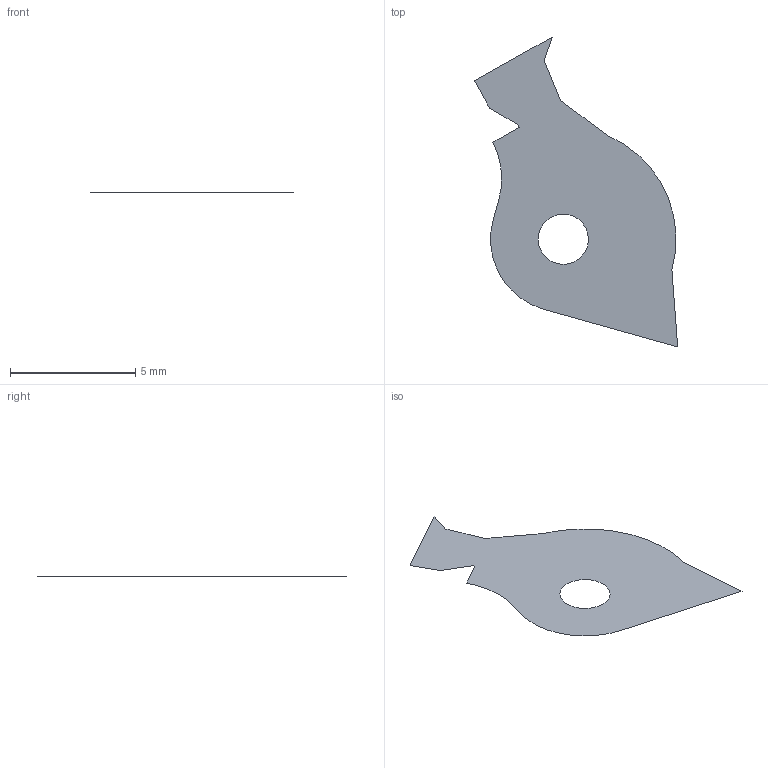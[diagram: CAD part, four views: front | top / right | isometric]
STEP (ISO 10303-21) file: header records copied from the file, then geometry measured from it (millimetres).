
FILE_DESCRIPTION((''),'2;1');
FILE_NAME('PORTE_CM','2015-02-21T',('SESA69708'),('Schneider-Electric'),'PRO/ENGINEER BY PARAMETRIC TECHNOLOGY CORPORATION, 2012420','PRO/ENGINEER BY PARAMETRIC TECHNOLOGY CORPORATION, 2012420','');
FILE_SCHEMA(('CONFIG_CONTROL_DESIGN'));
Length unit declared in the file: millimetre
Products named in the file (1): PORTE_CM
Bounding box: 8.11 x 12.36 x 0 mm (x, y, z)
Surface area: 55.4 mm2 (no closed solid volume)
Topology: 0 solids, 0 shells, 1 faces, 16 edges, 16 vertices
Faces by surface type: bspline 1
Entity records: 308 total; most frequent: CARTESIAN_POINT 93, DIRECTION 32, TRIMMED_CURVE 27, VECTOR 22, LINE 22, DEFINITIONAL_REPRESENTATION 16, PCURVE 16, COMPOSITE_CURVE_SEGMENT 16
